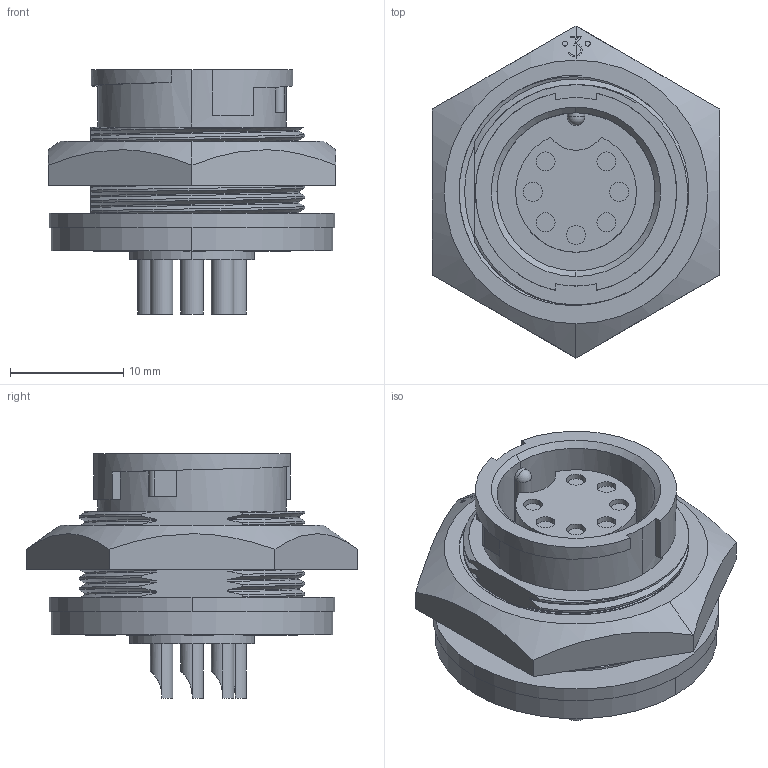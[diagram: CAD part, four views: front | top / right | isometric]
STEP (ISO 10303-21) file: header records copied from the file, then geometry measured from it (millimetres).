
FILE_DESCRIPTION (( 'STEP AP203' ), '1' );
FILE_NAME ('4282-7SG-300P.STEP', '2014-06-09T16:07:45', ( '' ), ( '' ), 'SwSTEP 2.0', 'SolidWorks 2014', '' );
FILE_SCHEMA (( 'CONFIG_CONTROL_DESIGN' ));
Length unit declared in the file: inch
Products named in the file (1): 4282-7SG-300P
Bounding box: 25.4 x 29.33 x 21.64 mm (x, y, z)
Volume: 5422.2 mm3; surface area: 4164.5 mm2
Topology: 2 solids, 2 shells, 395 faces, 1052 edges, 695 vertices
Faces by surface type: plane 177, bspline 104, cylinder 99, cone 14, sphere 1
Entity records: 22456 total; most frequent: CARTESIAN_POINT 13666, ORIENTED_EDGE 2100, DIRECTION 1336, EDGE_CURVE 1050, VERTEX_POINT 694, VECTOR 544, LINE 544, EDGE_LOOP 432
